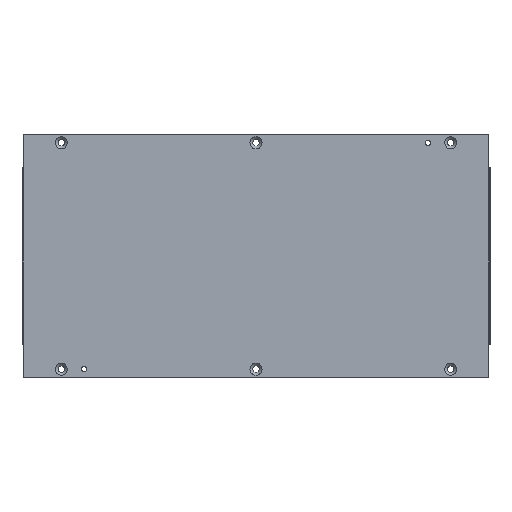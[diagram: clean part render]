
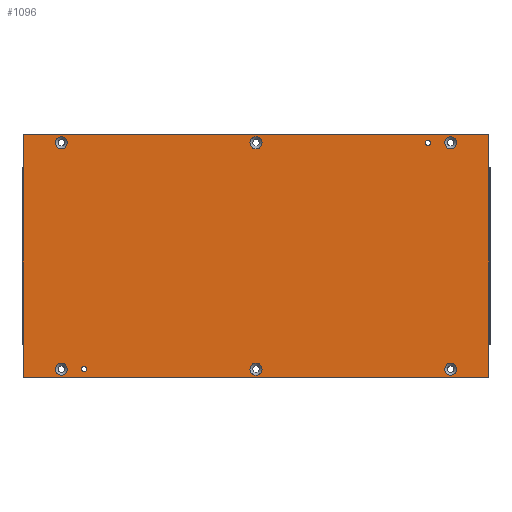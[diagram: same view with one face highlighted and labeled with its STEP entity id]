
A CAD part, top view. The second image highlights one B-rep face of the part: STEP entity #1096.
In plain terms, the highlighted planar face has unit normal (0, 0, 1).
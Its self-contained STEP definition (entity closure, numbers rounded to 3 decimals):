
#21=FACE_BOUND('',#229,.T.);
#22=FACE_BOUND('',#230,.T.);
#23=FACE_BOUND('',#231,.T.);
#24=FACE_BOUND('',#232,.T.);
#25=FACE_BOUND('',#233,.T.);
#26=FACE_BOUND('',#234,.T.);
#27=FACE_BOUND('',#235,.T.);
#28=FACE_BOUND('',#236,.T.);
#35=CIRCLE('',#1149,6.918);
#36=CIRCLE('',#1150,6.918);
#39=CIRCLE('',#1154,6.918);
#40=CIRCLE('',#1155,6.918);
#43=CIRCLE('',#1159,15.75);
#44=CIRCLE('',#1160,15.75);
#49=CIRCLE('',#1167,15.75);
#50=CIRCLE('',#1168,15.75);
#55=CIRCLE('',#1175,15.75);
#56=CIRCLE('',#1176,15.75);
#61=CIRCLE('',#1183,15.75);
#62=CIRCLE('',#1184,15.75);
#67=CIRCLE('',#1191,15.75);
#68=CIRCLE('',#1192,15.75);
#73=CIRCLE('',#1199,15.75);
#74=CIRCLE('',#1200,15.75);
#162=FACE_OUTER_BOUND('',#228,.T.);
#228=EDGE_LOOP('',(#931,#932,#933,#934));
#229=EDGE_LOOP('',(#935,#936));
#230=EDGE_LOOP('',(#937,#938));
#231=EDGE_LOOP('',(#939,#940));
#232=EDGE_LOOP('',(#941,#942));
#233=EDGE_LOOP('',(#943,#944));
#234=EDGE_LOOP('',(#945,#946));
#235=EDGE_LOOP('',(#947,#948));
#236=EDGE_LOOP('',(#949,#950));
#327=LINE('',#2034,#409);
#331=LINE('',#2042,#413);
#334=LINE('',#2048,#416);
#337=LINE('',#2053,#419);
#409=VECTOR('',#1462,10.);
#413=VECTOR('',#1468,10.);
#416=VECTOR('',#1473,10.);
#419=VECTOR('',#1478,10.);
#461=VERTEX_POINT('',#1916);
#462=VERTEX_POINT('',#1917);
#465=VERTEX_POINT('',#1926);
#466=VERTEX_POINT('',#1927);
#469=VERTEX_POINT('',#1936);
#470=VERTEX_POINT('',#1937);
#475=VERTEX_POINT('',#1952);
#476=VERTEX_POINT('',#1953);
#481=VERTEX_POINT('',#1968);
#482=VERTEX_POINT('',#1969);
#487=VERTEX_POINT('',#1984);
#488=VERTEX_POINT('',#1985);
#493=VERTEX_POINT('',#2000);
#494=VERTEX_POINT('',#2001);
#499=VERTEX_POINT('',#2016);
#500=VERTEX_POINT('',#2017);
#505=VERTEX_POINT('',#2032);
#506=VERTEX_POINT('',#2033);
#509=VERTEX_POINT('',#2041);
#511=VERTEX_POINT('',#2047);
#589=EDGE_CURVE('',#461,#462,#35,.T.);
#590=EDGE_CURVE('',#462,#461,#36,.T.);
#594=EDGE_CURVE('',#465,#466,#39,.T.);
#595=EDGE_CURVE('',#466,#465,#40,.T.);
#599=EDGE_CURVE('',#469,#470,#43,.T.);
#600=EDGE_CURVE('',#470,#469,#44,.T.);
#607=EDGE_CURVE('',#475,#476,#49,.T.);
#608=EDGE_CURVE('',#476,#475,#50,.T.);
#615=EDGE_CURVE('',#481,#482,#55,.T.);
#616=EDGE_CURVE('',#482,#481,#56,.T.);
#623=EDGE_CURVE('',#487,#488,#61,.T.);
#624=EDGE_CURVE('',#488,#487,#62,.T.);
#631=EDGE_CURVE('',#493,#494,#67,.T.);
#632=EDGE_CURVE('',#494,#493,#68,.T.);
#639=EDGE_CURVE('',#499,#500,#73,.T.);
#640=EDGE_CURVE('',#500,#499,#74,.T.);
#647=EDGE_CURVE('',#505,#506,#327,.T.);
#651=EDGE_CURVE('',#506,#509,#331,.T.);
#654=EDGE_CURVE('',#509,#511,#334,.T.);
#657=EDGE_CURVE('',#511,#505,#337,.T.);
#931=ORIENTED_EDGE('',*,*,#647,.F.);
#932=ORIENTED_EDGE('',*,*,#657,.F.);
#933=ORIENTED_EDGE('',*,*,#654,.F.);
#934=ORIENTED_EDGE('',*,*,#651,.F.);
#935=ORIENTED_EDGE('',*,*,#589,.T.);
#936=ORIENTED_EDGE('',*,*,#590,.T.);
#937=ORIENTED_EDGE('',*,*,#594,.T.);
#938=ORIENTED_EDGE('',*,*,#595,.T.);
#939=ORIENTED_EDGE('',*,*,#599,.T.);
#940=ORIENTED_EDGE('',*,*,#600,.T.);
#941=ORIENTED_EDGE('',*,*,#607,.T.);
#942=ORIENTED_EDGE('',*,*,#608,.T.);
#943=ORIENTED_EDGE('',*,*,#615,.T.);
#944=ORIENTED_EDGE('',*,*,#616,.T.);
#945=ORIENTED_EDGE('',*,*,#623,.T.);
#946=ORIENTED_EDGE('',*,*,#624,.T.);
#947=ORIENTED_EDGE('',*,*,#631,.T.);
#948=ORIENTED_EDGE('',*,*,#632,.T.);
#949=ORIENTED_EDGE('',*,*,#639,.T.);
#950=ORIENTED_EDGE('',*,*,#640,.T.);
#978=PLANE('',#1211);
#1096=ADVANCED_FACE('',(#162,#21,#22,#23,#24,#25,#26,#27,#28),#978,.F.);
#1149=AXIS2_PLACEMENT_3D('',#1918,#1332,#1333);
#1150=AXIS2_PLACEMENT_3D('',#1919,#1334,#1335);
#1154=AXIS2_PLACEMENT_3D('',#1928,#1343,#1344);
#1155=AXIS2_PLACEMENT_3D('',#1929,#1345,#1346);
#1159=AXIS2_PLACEMENT_3D('',#1938,#1354,#1355);
#1160=AXIS2_PLACEMENT_3D('',#1939,#1356,#1357);
#1167=AXIS2_PLACEMENT_3D('',#1954,#1372,#1373);
#1168=AXIS2_PLACEMENT_3D('',#1955,#1374,#1375);
#1175=AXIS2_PLACEMENT_3D('',#1970,#1390,#1391);
#1176=AXIS2_PLACEMENT_3D('',#1971,#1392,#1393);
#1183=AXIS2_PLACEMENT_3D('',#1986,#1408,#1409);
#1184=AXIS2_PLACEMENT_3D('',#1987,#1410,#1411);
#1191=AXIS2_PLACEMENT_3D('',#2002,#1426,#1427);
#1192=AXIS2_PLACEMENT_3D('',#2003,#1428,#1429);
#1199=AXIS2_PLACEMENT_3D('',#2018,#1444,#1445);
#1200=AXIS2_PLACEMENT_3D('',#2019,#1446,#1447);
#1211=AXIS2_PLACEMENT_3D('',#2056,#1482,#1483);
#1332=DIRECTION('center_axis',(0.,0.,-1.));
#1333=DIRECTION('ref_axis',(-1.,0.,0.));
#1334=DIRECTION('center_axis',(0.,0.,-1.));
#1335=DIRECTION('ref_axis',(-1.,0.,0.));
#1343=DIRECTION('center_axis',(0.,0.,-1.));
#1344=DIRECTION('ref_axis',(-1.,0.,0.));
#1345=DIRECTION('center_axis',(0.,0.,-1.));
#1346=DIRECTION('ref_axis',(-1.,0.,0.));
#1354=DIRECTION('center_axis',(0.,0.,-1.));
#1355=DIRECTION('ref_axis',(1.,0.,0.));
#1356=DIRECTION('center_axis',(0.,0.,-1.));
#1357=DIRECTION('ref_axis',(1.,0.,0.));
#1372=DIRECTION('center_axis',(0.,0.,-1.));
#1373=DIRECTION('ref_axis',(1.,0.,0.));
#1374=DIRECTION('center_axis',(0.,0.,-1.));
#1375=DIRECTION('ref_axis',(1.,0.,0.));
#1390=DIRECTION('center_axis',(0.,0.,-1.));
#1391=DIRECTION('ref_axis',(1.,0.,0.));
#1392=DIRECTION('center_axis',(0.,0.,-1.));
#1393=DIRECTION('ref_axis',(1.,0.,0.));
#1408=DIRECTION('center_axis',(0.,0.,-1.));
#1409=DIRECTION('ref_axis',(1.,0.,0.));
#1410=DIRECTION('center_axis',(0.,0.,-1.));
#1411=DIRECTION('ref_axis',(1.,0.,0.));
#1426=DIRECTION('center_axis',(0.,0.,-1.));
#1427=DIRECTION('ref_axis',(1.,0.,0.));
#1428=DIRECTION('center_axis',(0.,0.,-1.));
#1429=DIRECTION('ref_axis',(1.,0.,0.));
#1444=DIRECTION('center_axis',(0.,0.,-1.));
#1445=DIRECTION('ref_axis',(1.,0.,0.));
#1446=DIRECTION('center_axis',(0.,0.,-1.));
#1447=DIRECTION('ref_axis',(1.,0.,0.));
#1462=DIRECTION('',(0.,1.,0.));
#1468=DIRECTION('',(1.,0.,0.));
#1473=DIRECTION('',(0.,-1.,0.));
#1478=DIRECTION('',(-1.,0.,0.));
#1482=DIRECTION('center_axis',(0.,0.,-1.));
#1483=DIRECTION('ref_axis',(1.,0.,0.));
#1916=CARTESIAN_POINT('',(443.083,296.5,0.));
#1917=CARTESIAN_POINT('',(456.918,296.5,0.));
#1918=CARTESIAN_POINT('Origin',(450.,296.5,0.));
#1919=CARTESIAN_POINT('Origin',(450.,296.5,0.));
#1926=CARTESIAN_POINT('',(-456.918,-296.5,0.));
#1927=CARTESIAN_POINT('',(-443.083,-296.5,0.));
#1928=CARTESIAN_POINT('Origin',(-450.,-296.5,0.));
#1929=CARTESIAN_POINT('Origin',(-450.,-296.5,0.));
#1936=CARTESIAN_POINT('',(-494.25,-296.5,0.));
#1937=CARTESIAN_POINT('',(-525.75,-296.5,0.));
#1938=CARTESIAN_POINT('Origin',(-510.,-296.5,0.));
#1939=CARTESIAN_POINT('Origin',(-510.,-296.5,0.));
#1952=CARTESIAN_POINT('',(15.75,-296.5,0.));
#1953=CARTESIAN_POINT('',(-15.75,-296.5,0.));
#1954=CARTESIAN_POINT('Origin',(0.,-296.5,0.));
#1955=CARTESIAN_POINT('Origin',(0.,-296.5,0.));
#1968=CARTESIAN_POINT('',(525.75,-296.5,0.));
#1969=CARTESIAN_POINT('',(494.25,-296.5,0.));
#1970=CARTESIAN_POINT('Origin',(510.,-296.5,0.));
#1971=CARTESIAN_POINT('Origin',(510.,-296.5,0.));
#1984=CARTESIAN_POINT('',(-494.25,296.5,0.));
#1985=CARTESIAN_POINT('',(-525.75,296.5,0.));
#1986=CARTESIAN_POINT('Origin',(-510.,296.5,0.));
#1987=CARTESIAN_POINT('Origin',(-510.,296.5,0.));
#2000=CARTESIAN_POINT('',(15.75,296.5,0.));
#2001=CARTESIAN_POINT('',(-15.75,296.5,0.));
#2002=CARTESIAN_POINT('Origin',(0.,296.5,0.));
#2003=CARTESIAN_POINT('Origin',(0.,296.5,0.));
#2016=CARTESIAN_POINT('',(525.75,296.5,0.));
#2017=CARTESIAN_POINT('',(494.25,296.5,0.));
#2018=CARTESIAN_POINT('Origin',(510.,296.5,0.));
#2019=CARTESIAN_POINT('Origin',(510.,296.5,0.));
#2032=CARTESIAN_POINT('',(-610.,-317.5,0.));
#2033=CARTESIAN_POINT('',(-610.,317.5,0.));
#2034=CARTESIAN_POINT('',(-610.,317.5,0.));
#2041=CARTESIAN_POINT('',(610.,317.5,0.));
#2042=CARTESIAN_POINT('',(610.,317.5,0.));
#2047=CARTESIAN_POINT('',(610.,-317.5,0.));
#2048=CARTESIAN_POINT('',(610.,-317.5,0.));
#2053=CARTESIAN_POINT('',(-610.,-317.5,0.));
#2056=CARTESIAN_POINT('Origin',(0.,0.,0.));
